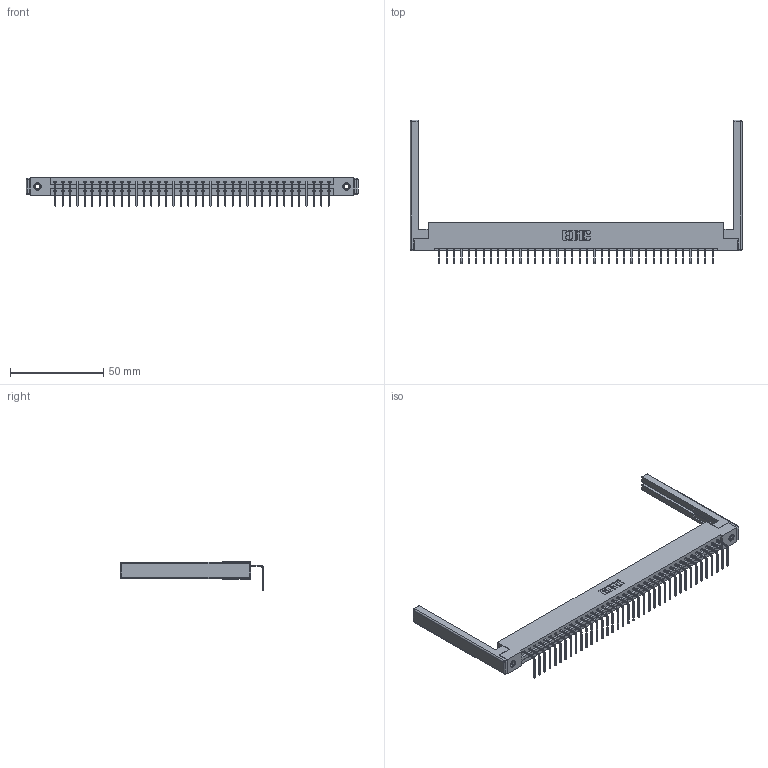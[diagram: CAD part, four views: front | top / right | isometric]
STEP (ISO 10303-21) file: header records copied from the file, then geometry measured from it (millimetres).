
FILE_DESCRIPTION (( 'STEP AP203' ), '1' );
FILE_NAME ('337-038-558-168.STEP', '2019-10-07T14:47:56', ( '' ), ( '' ), 'SwSTEP 2.0', 'SolidWorks 2016', '' );
FILE_SCHEMA (( 'CONFIG_CONTROL_DESIGN' ));
Length unit declared in the file: inch
Products named in the file (5): 307-220-068; 337-038-558-168; 345-250-001_345-250-001-102; 345-292-001_558 Tail - 2; 337 Part_Flush Mounting Lugs - 0.156 Dia-TI
Assembly tree (43 placements, depth 2):
  337-038-558-168
    337 Part_Flush Mounting Lugs - 0.156 Dia-TI
    345-292-001_558 Tail - 2  x38
    345-250-001_345-250-001-102  x2
    307-220-068  x2
Bounding box: 178 x 76.9 x 15.37 mm (x, y, z)
Volume: 22968.2 mm3; surface area: 24044.9 mm2
Topology: 43 solids, 43 shells, 2700 faces, 8073 edges, 5310 vertices
Faces by surface type: plane 1982, cylinder 694, cone 12, sphere 8, torus 4
Entity records: 31608 total; most frequent: CARTESIAN_POINT 5461, ORIENTED_EDGE 5424, DIRECTION 4678, EDGE_CURVE 2712, LINE 2534, VECTOR 2534, VERTEX_POINT 1798, AXIS2_PLACEMENT_3D 1072
